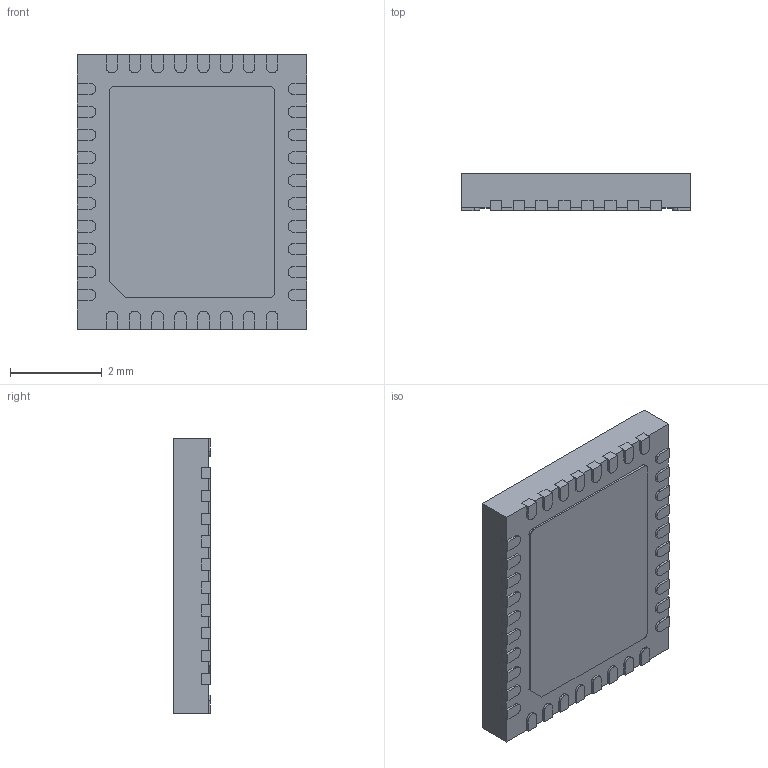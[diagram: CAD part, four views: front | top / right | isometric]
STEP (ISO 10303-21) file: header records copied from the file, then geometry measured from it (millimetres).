
FILE_DESCRIPTION (( 'STEP AP214' ), '1' );
FILE_NAME ('36-Lead QFN_05-08-1876.STEP', '2023-12-07T05:16:33', ( '' ), ( '' ), 'SwSTEP 2.0', 'SolidWorks 2021', '' );
FILE_SCHEMA (( 'AUTOMOTIVE_DESIGN' ));
Length unit declared in the file: millimetre
Products named in the file (1): 36-Lead QFN_05-08-1876
Bounding box: 5 x 0.8 x 6 mm (x, y, z)
Volume: 23.5 mm3; surface area: 134.7 mm2
Topology: 39 solids, 39 shells, 408 faces, 984 edges, 656 vertices
Faces by surface type: plane 310, cylinder 98
Entity records: 12200 total; most frequent: CARTESIAN_POINT 2049, DIRECTION 1998, ORIENTED_EDGE 1968, EDGE_CURVE 984, VECTOR 788, LINE 788, VERTEX_POINT 656, AXIS2_PLACEMENT_3D 605
